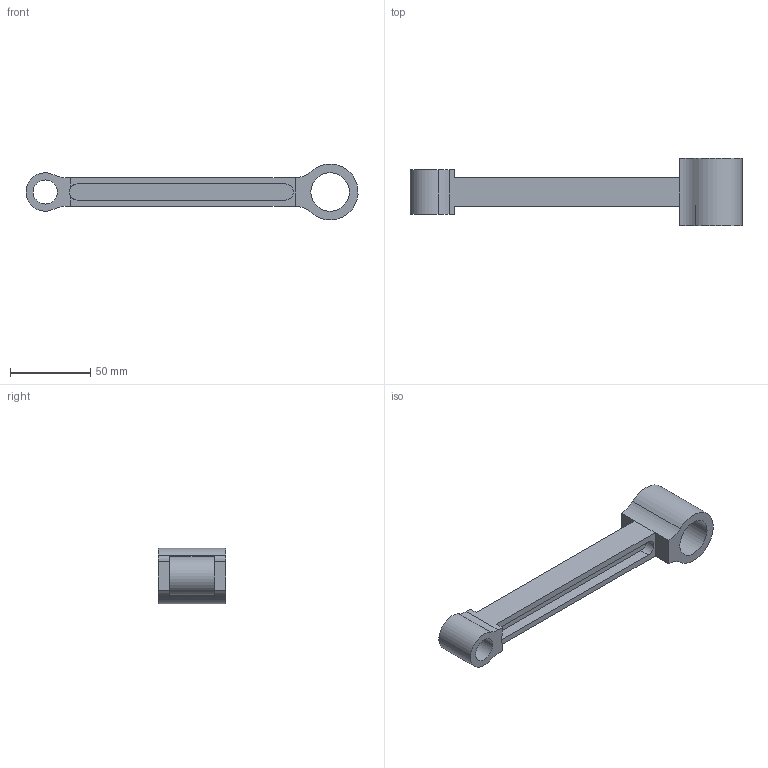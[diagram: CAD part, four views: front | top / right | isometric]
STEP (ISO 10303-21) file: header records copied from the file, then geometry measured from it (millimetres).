
FILE_DESCRIPTION((''),'2;1');
FILE_NAME('ARTICULATED_ROD','2019-06-24T12:45:38',('Tanishq'),(''),'CREO PARAMETRIC BY PTC INC, 2018050','CREO PARAMETRIC BY PTC INC, 2018050','');
FILE_SCHEMA(('CONFIG_CONTROL_DESIGN'));
Length unit declared in the file: millimetre
Products named in the file (1): ARTICULATED_ROD
Bounding box: 207.44 x 42 x 34.95 mm (x, y, z)
Volume: 63693.2 mm3; surface area: 27260.6 mm2
Topology: 1 solids, 1 shells, 34 faces, 92 edges, 60 vertices
Faces by surface type: plane 20, cylinder 14
Entity records: 1122 total; most frequent: DIRECTION 192, CARTESIAN_POINT 186, ORIENTED_EDGE 184, EDGE_CURVE 92, AXIS2_PLACEMENT_3D 66, VECTOR 60, LINE 60, VERTEX_POINT 60
